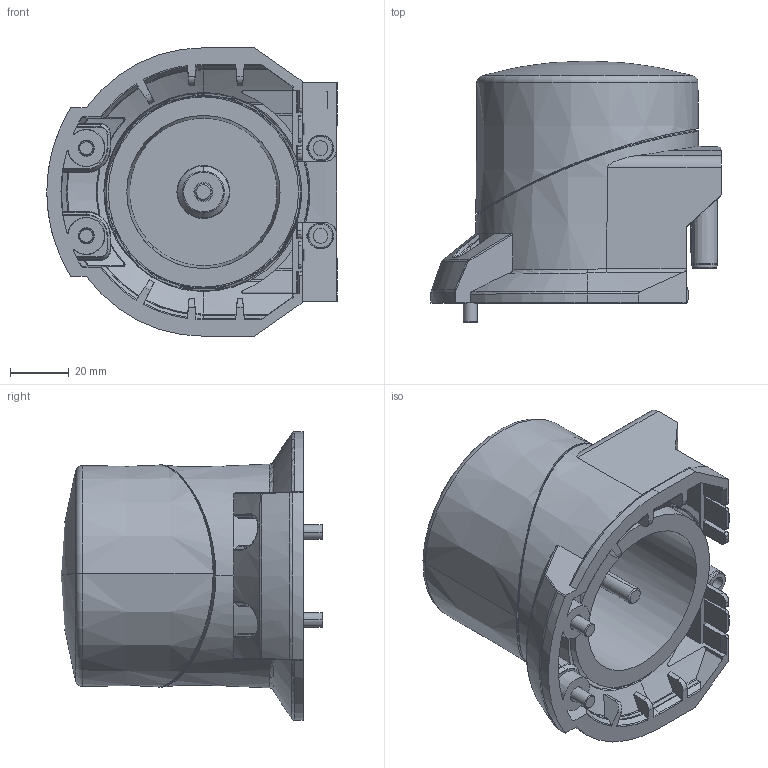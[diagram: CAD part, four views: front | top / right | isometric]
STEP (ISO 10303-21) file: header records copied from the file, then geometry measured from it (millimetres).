
FILE_DESCRIPTION((''),'2;1');
FILE_NAME('DM_CAD-1962_TRANSPARENT_NEU_F31','2014-05-05T',('creinig-se'),(''),'PRO/ENGINEER BY PARAMETRIC TECHNOLOGY CORPORATION, 2013050','PRO/ENGINEER BY PARAMETRIC TECHNOLOGY CORPORATION, 2013050','');
FILE_SCHEMA(('CONFIG_CONTROL_DESIGN'));
Length unit declared in the file: millimetre
Products named in the file (1): DM_CAD-1962_TRANSPARENT_NEU_F31
Bounding box: 99.22 x 89.4 x 98.5 mm (x, y, z)
Volume: 217633.3 mm3; surface area: 109083.6 mm2
Topology: 5 solids, 6 shells, 1887 faces, 5188 edges, 3325 vertices
Faces by surface type: bspline 707, plane 381, cylinder 340, cone 214, torus 192, sphere 52, extrusion 1
Entity records: 99149 total; most frequent: CARTESIAN_POINT 43744, ORIENTED_EDGE 10300, DIRECTION 6554, EDGE_CURVE 5150, VERTEX_POINT 3325, AXIS2_PLACEMENT_3D 2531, B_SPLINE_CURVE_WITH_KNOTS 2308, EDGE_LOOP 1955
